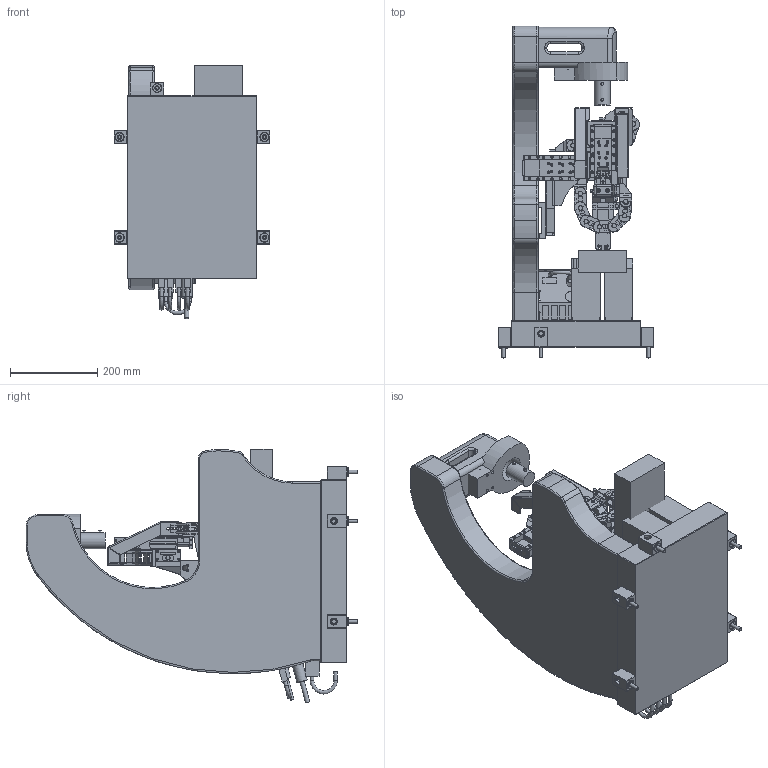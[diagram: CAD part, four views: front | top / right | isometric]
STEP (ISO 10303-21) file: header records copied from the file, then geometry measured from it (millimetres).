
FILE_DESCRIPTION(/* description */ ('Alibre Inc.'),/* implementation_level */ '2;1');
FILE_NAME(/* name */ 'export-4963DCC9-989D-48C0-A02B-C39647DFFB50',/* time_stamp */ '2023-12-14T12:47:58+01:00',/* author */ (''),/* organization */ (''),/* preprocessor_version */ 'ST-DEVELOPER v17',/* originating_system */ 'Alibre',/* authorisation */ '');
FILE_SCHEMA (('AUTOMOTIVE_DESIGN'));
Length unit declared in the file: millimetre
Products named in the file (1): CFHS_2x80_v1.0
Bounding box: 357 x 760 x 581.51 mm (x, y, z)
Surface area: 1860427.4 mm2 (no closed solid volume)
Topology: 0 solids, 164 shells, 1846 faces, 7505 edges, 5678 vertices
Faces by surface type: plane 1123, cylinder 556, bspline 122, cone 45
Full cylindrical faces by diameter (mm): 2.05 x1, 2.459 x1, 2.5 x15, 2.7 x1, 3 x2, 3.2 x9, 3.242 x4, 3.3 x11, 3.959 x2, 4 x1, 4.2 x3, 4.459 x2, 4.5 x1, 5 x3, 5.5 x2, 5.7 x18, 5.8 x5, 6 x67, 6.4 x4, 6.5 x1, 6.6 x4, 7 x8, 7.2 x3, 7.3 x2, 8 x11, 8.2 x10, 9 x2, 9.5 x1, 10 x8, 11 x1
Entity records: 88460 total; most frequent: CARTESIAN_POINT 26041, DIRECTION 11224, ORIENTED_EDGE 10896, EDGE_CURVE 7497, VERTEX_POINT 5678, VECTOR 4813, LINE 4813, AXIS2_PLACEMENT_3D 3767
